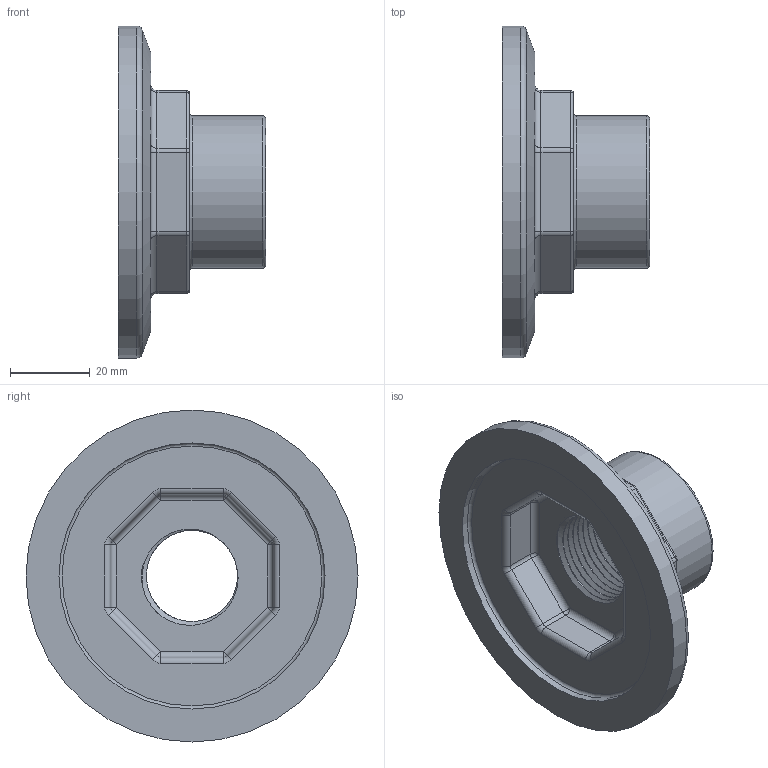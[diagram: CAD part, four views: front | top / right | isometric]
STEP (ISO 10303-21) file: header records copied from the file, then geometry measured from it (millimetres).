
FILE_DESCRIPTION((''),'2;1');
FILE_NAME('M220PLG075.stp','2013-04-09T11:20:49',('mclevenger'),(''),'Autodesk Inventor 2013','Autodesk Inventor 2013','');
FILE_SCHEMA(('AUTOMOTIVE_DESIGN { 1 0 10303 214 1 1 1 1 }'));
Length unit declared in the file: inch
Products named in the file (1): M220PLG075
Bounding box: 36.83 x 83.06 x 83.06 mm (x, y, z)
Volume: 49675 mm3; surface area: 19763.5 mm2
Topology: 1 solids, 1 shells, 130 faces, 292 edges, 168 vertices
Faces by surface type: cylinder 51, plane 23, torus 21, cone 15, bspline 12, sphere 8
Full cylindrical faces by diameter (mm): 38.1 x1, 66.548 x1, 83.058 x1
Entity records: 6062 total; most frequent: CARTESIAN_POINT 3483, DIRECTION 579, ORIENTED_EDGE 494, EDGE_CURVE 247, AXIS2_PLACEMENT_3D 241, VERTEX_POINT 145, CIRCLE 134, EDGE_LOOP 134
